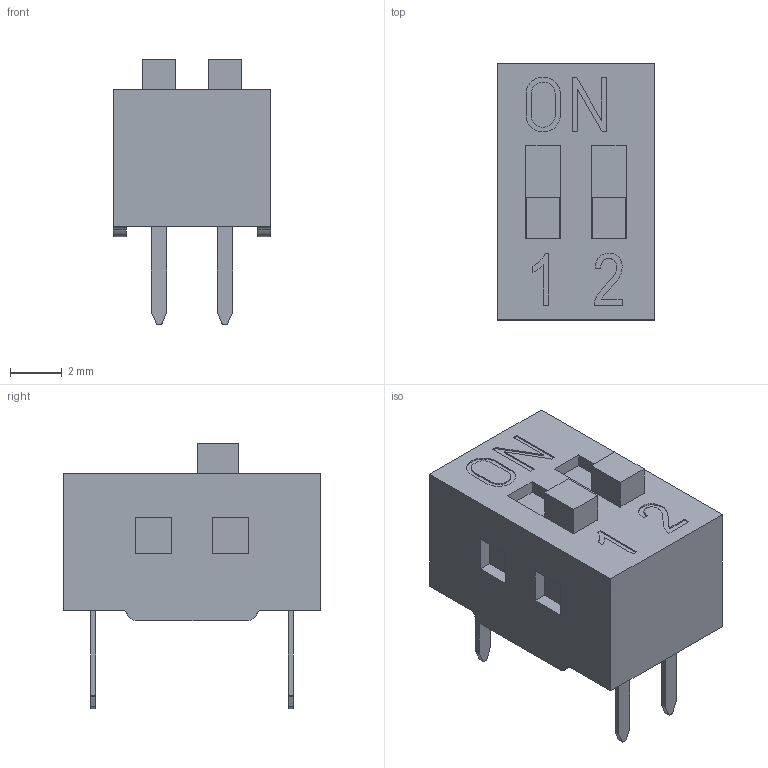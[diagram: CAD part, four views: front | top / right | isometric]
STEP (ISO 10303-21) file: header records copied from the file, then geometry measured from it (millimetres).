
FILE_DESCRIPTION(/* description */ (''),/* implementation_level */ '2;1');
FILE_NAME(/* name */ 'DIP Switch x02.stp',/* time_stamp */ '2019-10-10T15:11:12+02:00',/* author */ ('Bernd das Brot'),/* organization */ (''),/* preprocessor_version */ 'ST-DEVELOPER v17.2',/* originating_system */ 'Autodesk Inventor 2019',/* authorisation */ '');
FILE_SCHEMA (('AUTOMOTIVE_DESIGN { 1 0 10303 214 3 1 1 }'));
Length unit declared in the file: millimetre
Products named in the file (5): DIP Switch x02; DIP Switch x02 Innenteil; DIP Switch Contact; DIP Switch Schalter; DIP Switch x02_1
Assembly tree (8 placements, depth 2):
  DIP Switch x02
    DIP Switch Contact  x4
    DIP Switch x02 Innenteil
    DIP Switch Schalter  x2
    DIP Switch x02_1
Bounding box: 6.08 x 9.9 x 10.25 mm (x, y, z)
Volume: 297.3 mm3; surface area: 806.8 mm2
Topology: 8 solids, 8 shells, 200 faces, 519 edges, 346 vertices
Faces by surface type: plane 154, cylinder 24, bspline 22
Entity records: 5076 total; most frequent: CARTESIAN_POINT 1095, ORIENTED_EDGE 810, DIRECTION 673, EDGE_CURVE 405, LINE 337, VECTOR 337, VERTEX_POINT 270, EDGE_LOOP 175
